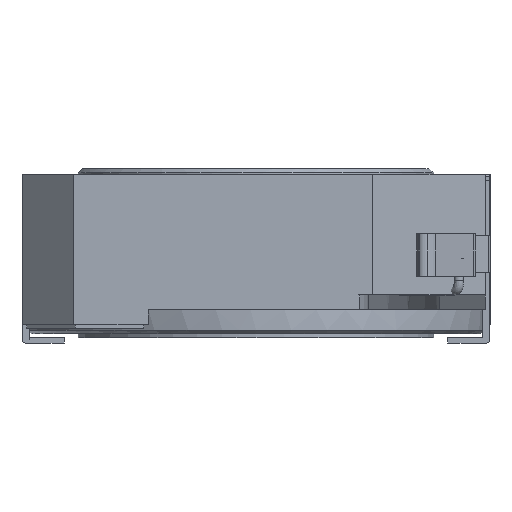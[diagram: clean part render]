
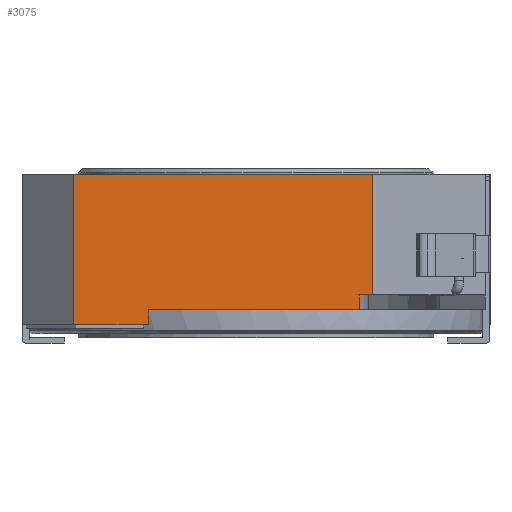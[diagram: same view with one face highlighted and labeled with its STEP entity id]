
A CAD part, left-side view. The second image highlights one B-rep face of the part: STEP entity #3075.
In plain terms, the highlighted free-form (B-spline) face has degree [1, 1] with [2, 2] control points.
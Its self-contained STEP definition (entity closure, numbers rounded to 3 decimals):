
#2426=CARTESIAN_POINT('',(-4.9,-2.493,0.712));
#2427=VERTEX_POINT('',#2426);
#2428=CARTESIAN_POINT('',(-4.9,-2.493,3.285));
#2429=VERTEX_POINT('',#2428);
#2430=CARTESIAN_POINT('',(-4.9,-2.493,0.712));
#2431=CARTESIAN_POINT('',(-4.9,-2.493,3.285));
#2432=B_SPLINE_CURVE_WITH_KNOTS('',1,(#2430,#2431),.UNSPECIFIED.,.F.,.U.,(2,2),(0.51,0.814),.UNSPECIFIED.);
#2433=EDGE_CURVE('',#2427,#2429,#2432,.T.);
#2621=CARTESIAN_POINT('',(-4.9,-2.213,0.712));
#2622=VERTEX_POINT('',#2621);
#2628=CARTESIAN_POINT('',(-4.9,-2.493,0.712));
#2629=CARTESIAN_POINT('',(-4.9,-2.213,0.712));
#2630=B_SPLINE_CURVE_WITH_KNOTS('',1,(#2628,#2629),.UNSPECIFIED.,.F.,.U.,(2,2),(0.264,0.291),.UNSPECIFIED.);
#2631=EDGE_CURVE('',#2427,#2622,#2630,.T.);
#2642=CARTESIAN_POINT('',(-4.9,-2.213,0.396));
#2643=VERTEX_POINT('',#2642);
#2644=CARTESIAN_POINT('',(-4.9,-2.213,0.712));
#2645=CARTESIAN_POINT('',(-4.9,-2.213,0.396));
#2646=B_SPLINE_CURVE_WITH_KNOTS('',1,(#2644,#2645),.UNSPECIFIED.,.F.,.U.,(2,2),(0.728,0.802),.UNSPECIFIED.);
#2647=EDGE_CURVE('',#2622,#2643,#2646,.T.);
#2761=CARTESIAN_POINT('',(-4.9,2.3,0.396));
#2762=VERTEX_POINT('',#2761);
#2768=CARTESIAN_POINT('',(-4.9,-2.213,0.396));
#2769=CARTESIAN_POINT('',(-4.9,2.3,0.396));
#2770=B_SPLINE_CURVE_WITH_KNOTS('',1,(#2768,#2769),.UNSPECIFIED.,.F.,.U.,(2,2),(0.287,0.722),.UNSPECIFIED.);
#2771=EDGE_CURVE('',#2643,#2762,#2770,.T.);
#3023=CARTESIAN_POINT('',(-4.9,3.9,0.079));
#3024=VERTEX_POINT('',#3023);
#3030=CARTESIAN_POINT('',(-4.9,3.9,3.285));
#3031=VERTEX_POINT('',#3030);
#3032=CARTESIAN_POINT('',(-4.9,3.9,3.285));
#3033=CARTESIAN_POINT('',(-4.9,3.9,0.079));
#3034=B_SPLINE_CURVE_WITH_KNOTS('',1,(#3032,#3033),.UNSPECIFIED.,.F.,.U.,(2,2),(0.117,0.579),.UNSPECIFIED.);
#3035=EDGE_CURVE('',#3031,#3024,#3034,.T.);
#3046=CARTESIAN_POINT('',(-4.9,-2.643,0.));
#3047=CARTESIAN_POINT('',(-4.9,-2.643,5.478));
#3048=CARTESIAN_POINT('',(-4.9,4.076,0.));
#3049=CARTESIAN_POINT('',(-4.9,4.076,5.478));
#3050=B_SPLINE_SURFACE_WITH_KNOTS('',1,1,((#3046,#3047),(#3048,#3049)),.PLANE_SURF.,.F.,.F.,.U.,(2,2),(2,2),(0.,1.),(0.,1.),.UNSPECIFIED.);
#3051=ORIENTED_EDGE('',*,*,#2433,.F.);
#3052=ORIENTED_EDGE('',*,*,#2631,.T.);
#3053=ORIENTED_EDGE('',*,*,#2647,.T.);
#3054=ORIENTED_EDGE('',*,*,#2771,.T.);
#3055=CARTESIAN_POINT('',(-4.9,2.3,0.079));
#3056=VERTEX_POINT('',#3055);
#3057=CARTESIAN_POINT('',(-4.9,2.3,0.396));
#3058=CARTESIAN_POINT('',(-4.9,2.3,0.079));
#3059=B_SPLINE_CURVE_WITH_KNOTS('',1,(#3057,#3058),.UNSPECIFIED.,.F.,.U.,(2,2),(0.732,0.789),.UNSPECIFIED.);
#3060=EDGE_CURVE('',#2762,#3056,#3059,.T.);
#3061=ORIENTED_EDGE('',*,*,#3060,.T.);
#3062=CARTESIAN_POINT('',(-4.9,2.3,0.079));
#3063=CARTESIAN_POINT('',(-4.9,3.9,0.079));
#3064=B_SPLINE_CURVE_WITH_KNOTS('',1,(#3062,#3063),.UNSPECIFIED.,.F.,.U.,(2,2),(0.,1.),.UNSPECIFIED.);
#3065=EDGE_CURVE('',#3056,#3024,#3064,.T.);
#3066=ORIENTED_EDGE('',*,*,#3065,.T.);
#3067=ORIENTED_EDGE('',*,*,#3035,.F.);
#3068=CARTESIAN_POINT('',(-4.9,3.9,3.285));
#3069=CARTESIAN_POINT('',(-4.9,-2.493,3.285));
#3070=B_SPLINE_CURVE_WITH_KNOTS('',1,(#3068,#3069),.UNSPECIFIED.,.F.,.U.,(2,2),(0.,1.),.UNSPECIFIED.);
#3071=EDGE_CURVE('',#3031,#2429,#3070,.T.);
#3072=ORIENTED_EDGE('',*,*,#3071,.T.);
#3073=EDGE_LOOP('',(#3051,#3052,#3053,#3054,#3061,#3066,#3067,#3072));
#3074=FACE_OUTER_BOUND('',#3073,.F.);
#3075=ADVANCED_FACE('',(#3074),#3050,.F.);
